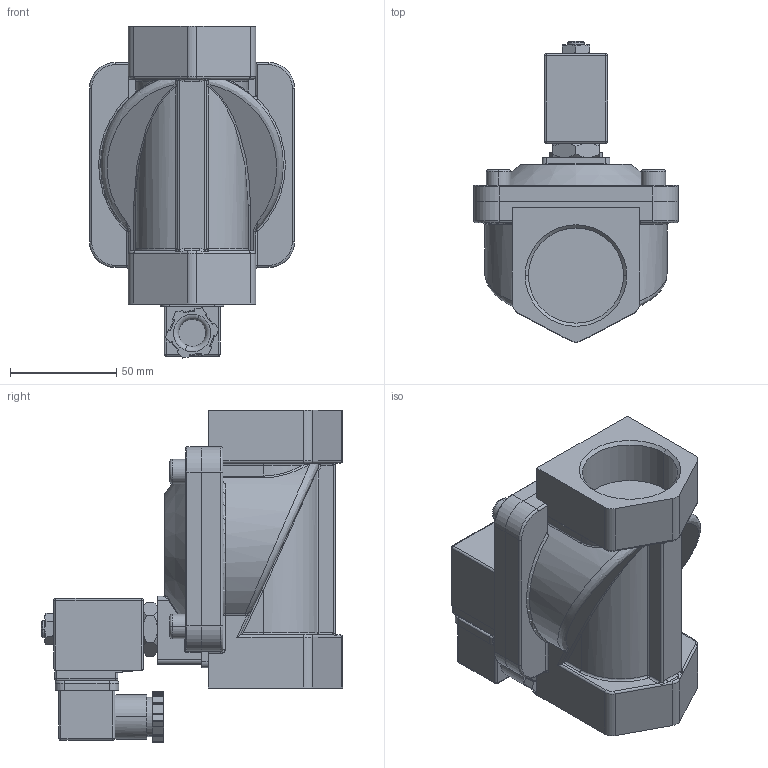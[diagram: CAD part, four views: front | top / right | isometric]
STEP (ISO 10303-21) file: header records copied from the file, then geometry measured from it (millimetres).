
FILE_DESCRIPTION (( 'STEP AP203' ), '1' );
FILE_NAME ('240 DN40.STEP', '2016-12-21T13:27:23', ( '' ), ( '' ), 'SwSTEP 2.0', 'SolidWorks 2015', '' );
FILE_SCHEMA (( 'CONFIG_CONTROL_DESIGN' ));
Length unit declared in the file: millimetre
Products named in the file (1): 240 DN40
Bounding box: 96.5 x 141.83 x 156.44 mm (x, y, z)
Volume: 603461.4 mm3; surface area: 71078 mm2
Topology: 1 solids, 1 shells, 491 faces, 1197 edges, 706 vertices
Faces by surface type: plane 189, cylinder 170, torus 41, bspline 38, cone 31, sphere 22
Entity records: 15665 total; most frequent: CARTESIAN_POINT 4394, DIRECTION 2365, ORIENTED_EDGE 2354, EDGE_CURVE 1177, AXIS2_PLACEMENT_3D 881, VERTEX_POINT 706, VECTOR 603, LINE 603
